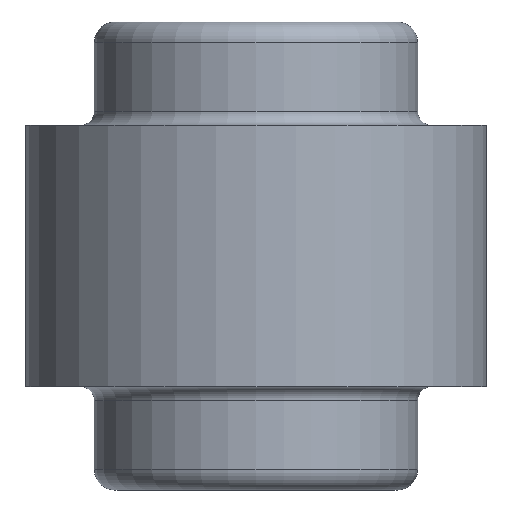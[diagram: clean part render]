
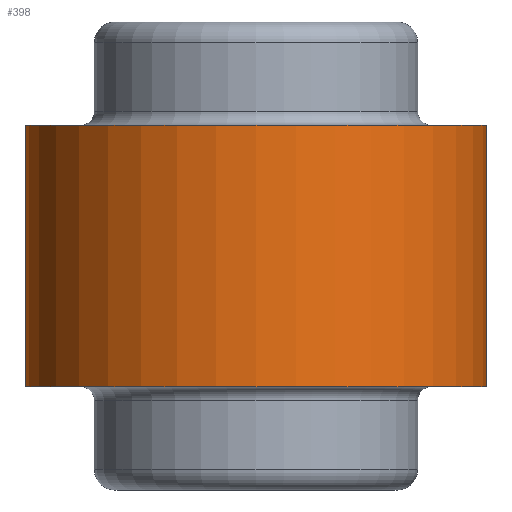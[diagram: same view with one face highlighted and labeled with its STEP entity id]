
A CAD part, front view. The second image highlights one B-rep face of the part: STEP entity #398.
In plain terms, the highlighted cylindrical face has radius 33.5 mm (diameter 67 mm), a partial arc.
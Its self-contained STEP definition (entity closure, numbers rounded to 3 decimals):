
#59 = CARTESIAN_POINT ( 'NONE',  ( 33.5, 0., 38. ) ) ;
#60 = CARTESIAN_POINT ( 'NONE',  ( 33.5, 0., 0. ) ) ;
#67 = CARTESIAN_POINT ( 'NONE',  ( -33.5, 0., 38. ) ) ;
#94 = CARTESIAN_POINT ( 'NONE',  ( -33.5, 0., 0. ) ) ;
#100 = CIRCLE ( 'NONE', #101, 33.5 ) ;
#101 = AXIS2_PLACEMENT_3D ( 'NONE', #102, #103, #104 ) ;
#102 = CARTESIAN_POINT ( 'NONE',  ( 0., 0., 38. ) ) ;
#103 = DIRECTION ( 'NONE',  ( 0., 0., 1. ) ) ;
#104 = DIRECTION ( 'NONE',  ( 1., 0., 0. ) ) ;
#166 = ORIENTED_EDGE ( 'NONE', *, *, #278, .T. ) ;
#246 = VERTEX_POINT ( 'NONE', #59 ) ;
#252 = VERTEX_POINT ( 'NONE', #94 ) ;
#255 = EDGE_CURVE ( 'NONE', #346, #246, #100, .T. ) ;
#261 = ORIENTED_EDGE ( 'NONE', *, *, #255, .F. ) ;
#278 = EDGE_CURVE ( 'NONE', #346, #252, #599, .T. ) ;
#318 = FACE_OUTER_BOUND ( 'NONE', #376, .T. ) ;
#319 = CYLINDRICAL_SURFACE ( 'NONE', #320, 33.5 ) ;
#320 = AXIS2_PLACEMENT_3D ( 'NONE', #321, #322, #323 ) ;
#321 = CARTESIAN_POINT ( 'NONE',  ( 0., 0., 38. ) ) ;
#322 = DIRECTION ( 'NONE',  ( 0., 0., -1. ) ) ;
#323 = DIRECTION ( 'NONE',  ( -1., 0., 0. ) ) ;
#328 = VERTEX_POINT ( 'NONE', #60 ) ;
#346 = VERTEX_POINT ( 'NONE', #67 ) ;
#366 = EDGE_CURVE ( 'NONE', #246, #328, #447, .T. ) ;
#367 = ORIENTED_EDGE ( 'NONE', *, *, #366, .F. ) ;
#376 = EDGE_LOOP ( 'NONE', ( #367, #261, #166, #547 ) ) ;
#387 = EDGE_CURVE ( 'NONE', #252, #328, #557, .T. ) ;
#398 = ADVANCED_FACE ( 'NONE', ( #318 ), #319, .T. ) ;
#447 = LINE ( 'NONE', #448, #449 ) ;
#448 = CARTESIAN_POINT ( 'NONE',  ( 33.5, 0., 38. ) ) ;
#449 = VECTOR ( 'NONE', #450, 1000. ) ;
#450 = DIRECTION ( 'NONE',  ( 0., 0., -1. ) ) ;
#547 = ORIENTED_EDGE ( 'NONE', *, *, #387, .T. ) ;
#557 = CIRCLE ( 'NONE', #558, 33.5 ) ;
#558 = AXIS2_PLACEMENT_3D ( 'NONE', #559, #560, #561 ) ;
#559 = CARTESIAN_POINT ( 'NONE',  ( 0., 0., 0. ) ) ;
#560 = DIRECTION ( 'NONE',  ( 0., 0., 1. ) ) ;
#561 = DIRECTION ( 'NONE',  ( 1., 0., 0. ) ) ;
#599 = LINE ( 'NONE', #602, #603 ) ;
#602 = CARTESIAN_POINT ( 'NONE',  ( -33.5, 0., 38. ) ) ;
#603 = VECTOR ( 'NONE', #604, 1000. ) ;
#604 = DIRECTION ( 'NONE',  ( 0., 0., -1. ) ) ;
